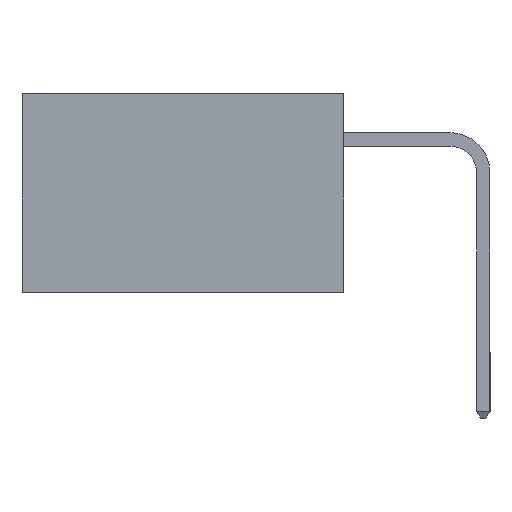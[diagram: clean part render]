
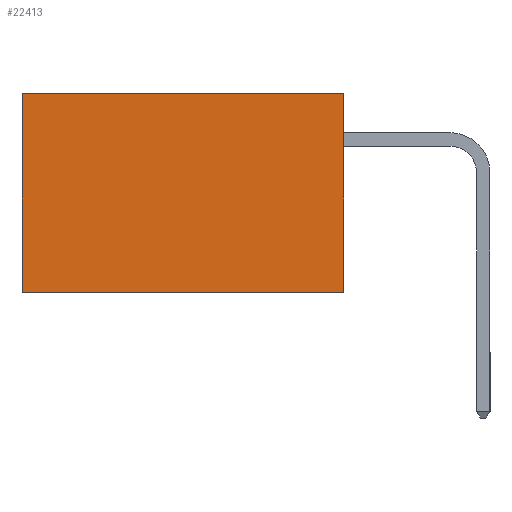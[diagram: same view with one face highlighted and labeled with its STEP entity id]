
A CAD part, left-side view. The second image highlights one B-rep face of the part: STEP entity #22413.
In plain terms, the highlighted planar face has unit normal (-1, 0, 0).
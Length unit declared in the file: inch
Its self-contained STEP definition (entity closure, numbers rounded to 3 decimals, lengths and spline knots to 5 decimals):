
#377 = VECTOR ( 'NONE', #7935, 39.37008 ) ;
#1835 = EDGE_CURVE ( 'NONE', #17878, #21436, #16593, .T. ) ;
#2258 = EDGE_LOOP ( 'NONE', ( #11459, #5722, #7328, #3104 ) ) ;
#2638 = DIRECTION ( 'NONE',  ( 0., 0., -1. ) ) ;
#2704 = VECTOR ( 'NONE', #8922, 39.37008 ) ;
#3104 = ORIENTED_EDGE ( 'NONE', *, *, #5776, .T. ) ;
#3609 = CARTESIAN_POINT ( 'NONE',  ( 0.2615, 0., -0.37 ) ) ;
#3770 = VECTOR ( 'NONE', #13856, 39.37008 ) ;
#4542 = LINE ( 'NONE', #14412, #18445 ) ;
#5722 = ORIENTED_EDGE ( 'NONE', *, *, #23512, .F. ) ;
#5776 = EDGE_CURVE ( 'NONE', #17878, #16011, #9050, .T. ) ;
#5958 = CARTESIAN_POINT ( 'NONE',  ( 0.2615, 0., -0.37 ) ) ;
#6999 = FACE_OUTER_BOUND ( 'NONE', #2258, .T. ) ;
#7328 = ORIENTED_EDGE ( 'NONE', *, *, #1835, .F. ) ;
#7576 = CARTESIAN_POINT ( 'NONE',  ( 0.2615, 0., 0. ) ) ;
#7935 = DIRECTION ( 'NONE',  ( 0., 0., -1. ) ) ;
#7948 = LINE ( 'NONE', #3609, #3770 ) ;
#8278 = VERTEX_POINT ( 'NONE', #24213 ) ;
#8844 = EDGE_CURVE ( 'NONE', #16011, #8278, #4542, .T. ) ;
#8922 = DIRECTION ( 'NONE',  ( 0., 1., 0. ) ) ;
#9050 = LINE ( 'NONE', #19448, #2704 ) ;
#11459 = ORIENTED_EDGE ( 'NONE', *, *, #8844, .T. ) ;
#13856 = DIRECTION ( 'NONE',  ( 0., 1., 0. ) ) ;
#14412 = CARTESIAN_POINT ( 'NONE',  ( 0.2615, 0.6, -0.37 ) ) ;
#14487 = DIRECTION ( 'NONE',  ( 1., 0., 0. ) ) ;
#16011 = VERTEX_POINT ( 'NONE', #16789 ) ;
#16292 = CARTESIAN_POINT ( 'NONE',  ( 0.2615, 0., -0.37 ) ) ;
#16593 = LINE ( 'NONE', #5958, #377 ) ;
#16789 = CARTESIAN_POINT ( 'NONE',  ( 0.2615, 0.6, 0. ) ) ;
#17878 = VERTEX_POINT ( 'NONE', #7576 ) ;
#18445 = VECTOR ( 'NONE', #22458, 39.37008 ) ;
#19113 = PLANE ( 'NONE',  #20571 ) ;
#19448 = CARTESIAN_POINT ( 'NONE',  ( 0.2615, 0., 0. ) ) ;
#20571 = AXIS2_PLACEMENT_3D ( 'NONE', #22651, #14487, #2638 ) ;
#21436 = VERTEX_POINT ( 'NONE', #16292 ) ;
#22413 = ADVANCED_FACE ( 'NONE', ( #6999 ), #19113, .F. ) ;
#22458 = DIRECTION ( 'NONE',  ( 0., 0., -1. ) ) ;
#22651 = CARTESIAN_POINT ( 'NONE',  ( 0.2615, 0., -0.37 ) ) ;
#23512 = EDGE_CURVE ( 'NONE', #21436, #8278, #7948, .T. ) ;
#24213 = CARTESIAN_POINT ( 'NONE',  ( 0.2615, 0.6, -0.37 ) ) ;
